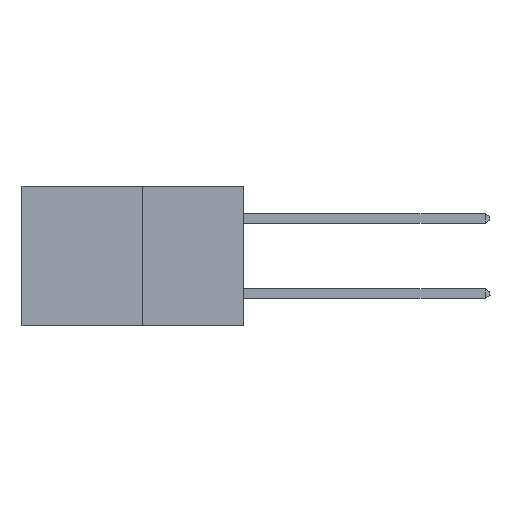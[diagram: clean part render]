
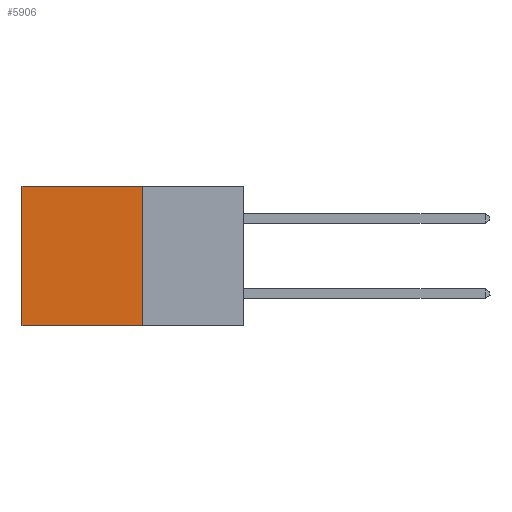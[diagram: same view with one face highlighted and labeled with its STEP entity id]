
A CAD part, left-side view. The second image highlights one B-rep face of the part: STEP entity #5906.
In plain terms, the highlighted planar face has unit normal (-1, 0, 0).
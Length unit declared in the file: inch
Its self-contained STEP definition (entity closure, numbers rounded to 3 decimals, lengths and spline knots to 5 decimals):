
#313 = LINE ( 'NONE', #11129, #9579 ) ;
#732 = DIRECTION ( 'NONE',  ( 0., 0., -1. ) ) ;
#752 = DIRECTION ( 'NONE',  ( 1., 0., 0. ) ) ;
#839 = PLANE ( 'NONE',  #4987 ) ;
#967 = CARTESIAN_POINT ( 'NONE',  ( 0.277, 0.27, -0.37 ) ) ;
#1009 = VECTOR ( 'NONE', #5078, 39.37008 ) ;
#1158 = CARTESIAN_POINT ( 'NONE',  ( 0.277, 0.27, -0.37 ) ) ;
#1165 = FACE_OUTER_BOUND ( 'NONE', #9068, .T. ) ;
#1548 = EDGE_CURVE ( 'NONE', #6682, #5558, #10749, .T. ) ;
#3084 = VERTEX_POINT ( 'NONE', #6659 ) ;
#3152 = ORIENTED_EDGE ( 'NONE', *, *, #4617, .F. ) ;
#3441 = ORIENTED_EDGE ( 'NONE', *, *, #7184, .T. ) ;
#3653 = VECTOR ( 'NONE', #10907, 39.37008 ) ;
#3765 = CARTESIAN_POINT ( 'NONE',  ( 0.277, 0.59, 0. ) ) ;
#4014 = CARTESIAN_POINT ( 'NONE',  ( 0.277, 0.59, -0.37 ) ) ;
#4447 = DIRECTION ( 'NONE',  ( 0., 1., 0. ) ) ;
#4617 = EDGE_CURVE ( 'NONE', #3084, #5558, #313, .T. ) ;
#4962 = CARTESIAN_POINT ( 'NONE',  ( 0.277, 0.59, -0.37 ) ) ;
#4987 = AXIS2_PLACEMENT_3D ( 'NONE', #967, #752, #732 ) ;
#5078 = DIRECTION ( 'NONE',  ( 0., 0., -1. ) ) ;
#5262 = CARTESIAN_POINT ( 'NONE',  ( 0.277, 0.27, 0. ) ) ;
#5413 = LINE ( 'NONE', #11371, #9777 ) ;
#5552 = ORIENTED_EDGE ( 'NONE', *, *, #9183, .F. ) ;
#5558 = VERTEX_POINT ( 'NONE', #4014 ) ;
#5906 = ADVANCED_FACE ( 'NONE', ( #1165 ), #839, .F. ) ;
#6043 = LINE ( 'NONE', #1158, #3653 ) ;
#6659 = CARTESIAN_POINT ( 'NONE',  ( 0.277, 0.27, -0.37 ) ) ;
#6682 = VERTEX_POINT ( 'NONE', #3765 ) ;
#7184 = EDGE_CURVE ( 'NONE', #7792, #6682, #5413, .T. ) ;
#7792 = VERTEX_POINT ( 'NONE', #5262 ) ;
#9068 = EDGE_LOOP ( 'NONE', ( #9905, #3152, #5552, #3441 ) ) ;
#9183 = EDGE_CURVE ( 'NONE', #7792, #3084, #6043, .T. ) ;
#9579 = VECTOR ( 'NONE', #11022, 39.37008 ) ;
#9777 = VECTOR ( 'NONE', #4447, 39.37008 ) ;
#9905 = ORIENTED_EDGE ( 'NONE', *, *, #1548, .T. ) ;
#10749 = LINE ( 'NONE', #4962, #1009 ) ;
#10907 = DIRECTION ( 'NONE',  ( 0., 0., -1. ) ) ;
#11022 = DIRECTION ( 'NONE',  ( 0., 1., 0. ) ) ;
#11129 = CARTESIAN_POINT ( 'NONE',  ( 0.277, 0.27, -0.37 ) ) ;
#11371 = CARTESIAN_POINT ( 'NONE',  ( 0.277, 0.27, 0. ) ) ;
